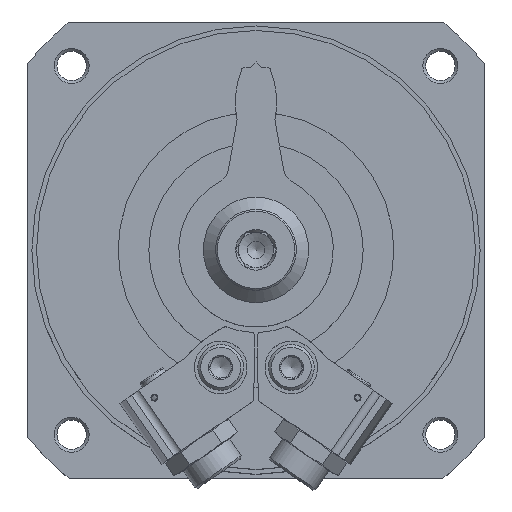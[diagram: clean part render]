
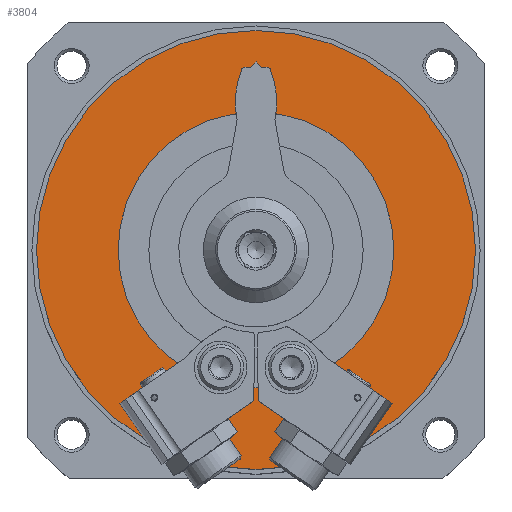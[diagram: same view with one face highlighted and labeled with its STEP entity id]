
A CAD part, top view. The second image highlights one B-rep face of the part: STEP entity #3804.
In plain terms, the highlighted face is planar.
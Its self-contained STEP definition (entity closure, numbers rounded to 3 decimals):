
#180=PLANE('',#4220);
#802=ORIENTED_EDGE('',*,*,#1742,.F.);
#803=ORIENTED_EDGE('',*,*,#1743,.T.);
#1742=EDGE_CURVE('',#2222,#2222,#2589,.T.);
#1743=EDGE_CURVE('',#2223,#2223,#2590,.T.);
#2222=VERTEX_POINT('',#6152);
#2223=VERTEX_POINT('',#6154);
#2589=CIRCLE('',#4221,62.5);
#2590=CIRCLE('',#4222,39.25);
#2859=EDGE_LOOP('',(#802));
#2860=EDGE_LOOP('',(#803));
#3292=FACE_BOUND('',#2859,.T.);
#3293=FACE_BOUND('',#2860,.T.);
#3804=ADVANCED_FACE('',(#3292,#3293),#180,.F.);
#4220=AXIS2_PLACEMENT_3D('',#6150,#4839,#4840);
#4221=AXIS2_PLACEMENT_3D('',#6151,#4841,#4842);
#4222=AXIS2_PLACEMENT_3D('',#6153,#4843,#4844);
#4839=DIRECTION('',(1.,0.,0.));
#4840=DIRECTION('',(0.,0.,-1.));
#4841=DIRECTION('',(1.,0.,0.));
#4842=DIRECTION('',(0.,0.,-1.));
#4843=DIRECTION('',(1.,0.,0.));
#4844=DIRECTION('',(0.,0.,-1.));
#6150=CARTESIAN_POINT('',(-69.,0.,0.));
#6151=CARTESIAN_POINT('',(-69.,0.,0.));
#6152=CARTESIAN_POINT('',(-69.,0.,-62.5));
#6153=CARTESIAN_POINT('',(-69.,0.,0.));
#6154=CARTESIAN_POINT('',(-69.,0.,-39.25));
